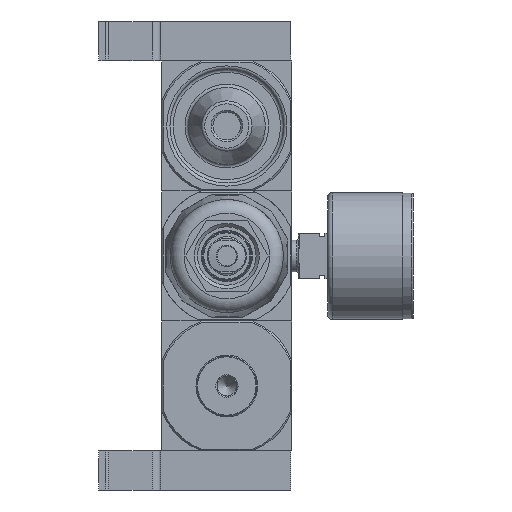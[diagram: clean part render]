
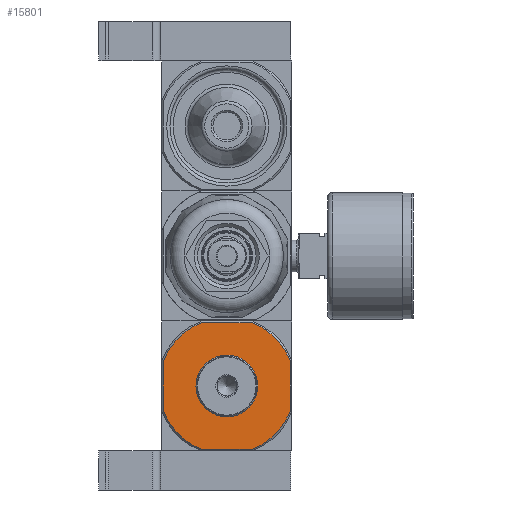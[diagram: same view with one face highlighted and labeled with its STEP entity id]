
A CAD part, front view. The second image highlights one B-rep face of the part: STEP entity #15801.
In plain terms, the highlighted planar face has unit normal (0, -1, 0).
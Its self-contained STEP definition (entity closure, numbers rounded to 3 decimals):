
#1763=CIRCLE('',#22558,9.5);
#1764=CIRCLE('',#22559,21.);
#1765=CIRCLE('',#22560,21.);
#1766=CIRCLE('',#22561,21.);
#1767=CIRCLE('',#22562,21.);
#5762=ORIENTED_EDGE('',*,*,#8164,.F.);
#5763=ORIENTED_EDGE('',*,*,#8165,.T.);
#5764=ORIENTED_EDGE('',*,*,#8166,.F.);
#5765=ORIENTED_EDGE('',*,*,#8160,.T.);
#5766=ORIENTED_EDGE('',*,*,#8167,.F.);
#5767=ORIENTED_EDGE('',*,*,#8168,.F.);
#5768=ORIENTED_EDGE('',*,*,#8169,.F.);
#5769=ORIENTED_EDGE('',*,*,#8170,.F.);
#5770=ORIENTED_EDGE('',*,*,#8171,.F.);
#8160=EDGE_CURVE('',#9750,#9751,#10787,.T.);
#8164=EDGE_CURVE('',#9754,#9754,#1763,.F.);
#8165=EDGE_CURVE('',#9755,#9756,#10789,.T.);
#8166=EDGE_CURVE('',#9750,#9756,#1764,.T.);
#8167=EDGE_CURVE('',#9757,#9751,#1765,.T.);
#8168=EDGE_CURVE('',#9758,#9757,#10790,.T.);
#8169=EDGE_CURVE('',#9759,#9758,#1766,.T.);
#8170=EDGE_CURVE('',#9760,#9759,#10791,.T.);
#8171=EDGE_CURVE('',#9755,#9760,#1767,.T.);
#9750=VERTEX_POINT('',#32755);
#9751=VERTEX_POINT('',#32756);
#9754=VERTEX_POINT('',#32770);
#9755=VERTEX_POINT('',#32772);
#9756=VERTEX_POINT('',#32773);
#9757=VERTEX_POINT('',#32776);
#9758=VERTEX_POINT('',#32778);
#9759=VERTEX_POINT('',#32780);
#9760=VERTEX_POINT('',#32782);
#10787=LINE('',#32754,#11777);
#10789=LINE('',#32771,#11779);
#10790=LINE('',#32777,#11780);
#10791=LINE('',#32781,#11781);
#11777=VECTOR('',#27134,1000.);
#11779=VECTOR('',#27140,1000.);
#11780=VECTOR('',#27145,1000.);
#11781=VECTOR('',#27148,1000.);
#13006=EDGE_LOOP('',(#5762));
#13007=EDGE_LOOP('',(#5763,#5764,#5765,#5766,#5767,#5768,#5769,#5770));
#14317=FACE_BOUND('',#13006,.T.);
#14318=FACE_BOUND('',#13007,.T.);
#14895=PLANE('',#22557);
#15801=ADVANCED_FACE('',(#14317,#14318),#14895,.F.);
#22557=AXIS2_PLACEMENT_3D('',#32768,#27136,#27137);
#22558=AXIS2_PLACEMENT_3D('',#32769,#27138,#27139);
#22559=AXIS2_PLACEMENT_3D('',#32774,#27141,#27142);
#22560=AXIS2_PLACEMENT_3D('',#32775,#27143,#27144);
#22561=AXIS2_PLACEMENT_3D('',#32779,#27146,#27147);
#22562=AXIS2_PLACEMENT_3D('',#32783,#27149,#27150);
#27134=DIRECTION('',(0.,0.,-1.));
#27136=DIRECTION('',(0.,1.,0.));
#27137=DIRECTION('',(0.,0.,1.));
#27138=DIRECTION('',(0.,1.,0.));
#27139=DIRECTION('',(0.,0.,1.));
#27140=DIRECTION('',(-1.,0.,0.));
#27141=DIRECTION('',(0.,1.,0.));
#27142=DIRECTION('',(-1.,0.,0.));
#27143=DIRECTION('',(0.,1.,0.));
#27144=DIRECTION('',(-1.,0.,0.));
#27145=DIRECTION('',(-1.,0.,0.));
#27146=DIRECTION('',(0.,1.,0.));
#27147=DIRECTION('',(-1.,0.,0.));
#27148=DIRECTION('',(0.,0.,-1.));
#27149=DIRECTION('',(0.,1.,0.));
#27150=DIRECTION('',(-1.,0.,0.));
#32754=CARTESIAN_POINT('',(-19.5,-20.,20.));
#32755=CARTESIAN_POINT('',(-19.5,-20.,7.794));
#32756=CARTESIAN_POINT('',(-19.5,-20.,-7.794));
#32768=CARTESIAN_POINT('',(-19.5,-20.,20.));
#32769=CARTESIAN_POINT('',(0.,-20.,0.));
#32770=CARTESIAN_POINT('',(0.,-20.,9.5));
#32771=CARTESIAN_POINT('',(20.,-20.,19.5));
#32772=CARTESIAN_POINT('',(7.794,-20.,19.5));
#32773=CARTESIAN_POINT('',(-7.794,-20.,19.5));
#32774=CARTESIAN_POINT('',(0.,-20.,0.));
#32775=CARTESIAN_POINT('',(0.,-20.,0.));
#32776=CARTESIAN_POINT('',(-7.794,-20.,-19.5));
#32777=CARTESIAN_POINT('',(20.,-20.,-19.5));
#32778=CARTESIAN_POINT('',(7.794,-20.,-19.5));
#32779=CARTESIAN_POINT('',(0.,-20.,0.));
#32780=CARTESIAN_POINT('',(19.5,-20.,-7.794));
#32781=CARTESIAN_POINT('',(19.5,-20.,20.));
#32782=CARTESIAN_POINT('',(19.5,-20.,7.794));
#32783=CARTESIAN_POINT('',(0.,-20.,0.));
